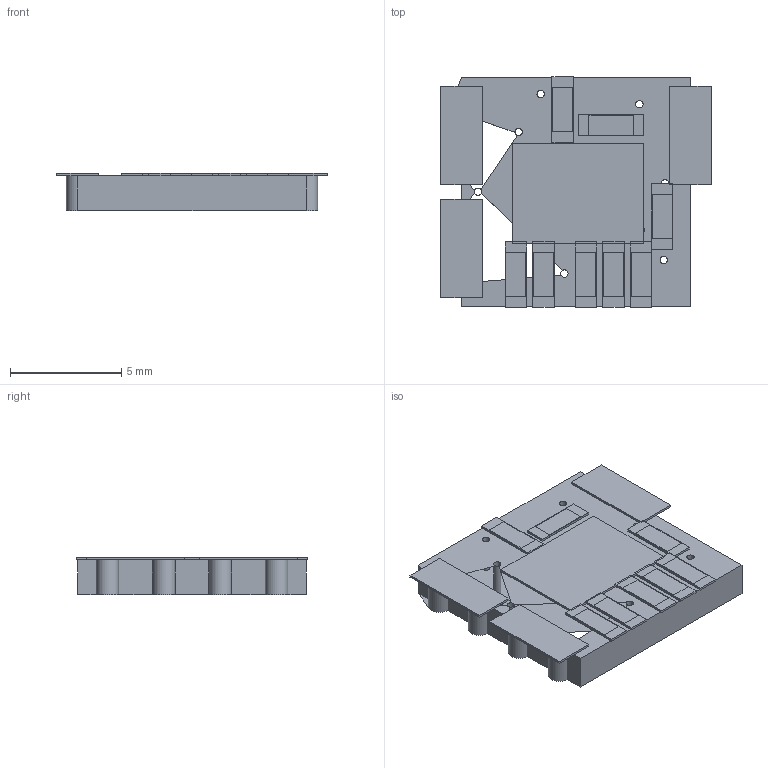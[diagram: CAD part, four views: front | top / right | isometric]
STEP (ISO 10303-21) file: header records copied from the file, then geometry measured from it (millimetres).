
FILE_DESCRIPTION(/* description */ (''),/* implementation_level */ '2;1');
FILE_NAME(/* name */ 'BNO055NanoBoard.v01_7496.STEP',/* time_stamp */ '2016-12-14T01:15:01+00:00',/* author */ (''),/* organization */ (''),/* preprocessor_version */ 'ST-DEVELOPER v16.13',/* originating_system */ 'Autodesk Translation Framework',/* authorisation */ '');
FILE_SCHEMA (('AUTOMOTIVE_DESIGN { 1 0 10303 214 3 1 1 }'));
Length unit declared in the file: millimetre
Products named in the file (1): BNO055NanoBoard.v01_7496.STEP
Bounding box: 12.17 x 10.39 x 1.67 mm (x, y, z)
Volume: 179.5 mm3; surface area: 519 mm2
Topology: 23 solids, 23 shells, 144 faces, 326 edges, 212 vertices
Faces by surface type: plane 130, cylinder 14
Full cylindrical faces by diameter (mm): 0.33 x8, 1.016 x6
Entity records: 3879 total; most frequent: CARTESIAN_POINT 621, DIRECTION 598, ORIENTED_EDGE 560, EDGE_CURVE 280, LINE 252, VECTOR 252, VERTEX_POINT 196, EDGE_LOOP 182
